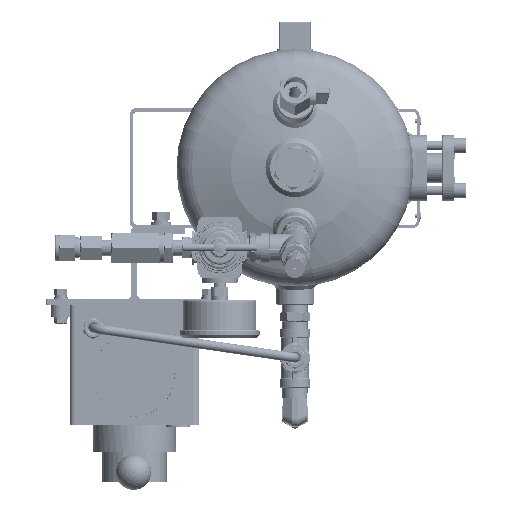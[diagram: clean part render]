
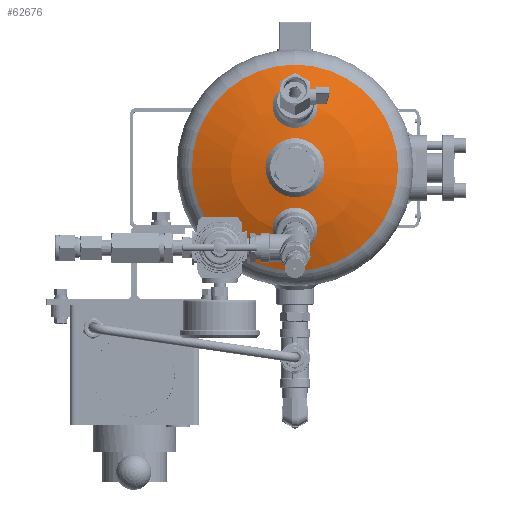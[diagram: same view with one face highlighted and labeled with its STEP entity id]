
A CAD part, top view. The second image highlights one B-rep face of the part: STEP entity #62676.
In plain terms, the highlighted spherical face has radius 202.3 mm.
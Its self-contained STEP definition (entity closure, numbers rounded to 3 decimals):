
#632=SPHERICAL_SURFACE('',#76018,202.3);
#12620=CIRCLE('',#76013,15.);
#12624=CIRCLE('',#76019,15.);
#12625=CIRCLE('',#76020,87.326);
#12626=CIRCLE('',#76021,20.);
#15255=ORIENTED_EDGE('',*,*,#33723,.T.);
#15256=ORIENTED_EDGE('',*,*,#33727,.T.);
#15257=ORIENTED_EDGE('',*,*,#33728,.F.);
#15258=ORIENTED_EDGE('',*,*,#33729,.F.);
#33723=EDGE_CURVE('',#43022,#43022,#12620,.T.);
#33727=EDGE_CURVE('',#43026,#43026,#12624,.T.);
#33728=EDGE_CURVE('',#43027,#43027,#12625,.T.);
#33729=EDGE_CURVE('',#43028,#43028,#12626,.F.);
#43022=VERTEX_POINT('',#100092);
#43026=VERTEX_POINT('',#100102);
#43027=VERTEX_POINT('',#100104);
#43028=VERTEX_POINT('',#100106);
#52015=EDGE_LOOP('',(#15255));
#52016=EDGE_LOOP('',(#15256));
#52017=EDGE_LOOP('',(#15257));
#52018=EDGE_LOOP('',(#15258));
#56920=FACE_BOUND('',#52015,.T.);
#56921=FACE_BOUND('',#52016,.T.);
#56922=FACE_BOUND('',#52017,.T.);
#56923=FACE_BOUND('',#52018,.T.);
#62676=ADVANCED_FACE('',(#56920,#56921,#56922,#56923),#632,.T.);
#76013=AXIS2_PLACEMENT_3D('',#100091,#82809,#82810);
#76018=AXIS2_PLACEMENT_3D('',#100100,#82819,#82820);
#76019=AXIS2_PLACEMENT_3D('',#100101,#82821,#82822);
#76020=AXIS2_PLACEMENT_3D('',#100103,#82823,#82824);
#76021=AXIS2_PLACEMENT_3D('',#100105,#82825,#82826);
#82809=DIRECTION('',(0.259,0.,-0.966));
#82810=DIRECTION('',(0.966,0.,0.259));
#82819=DIRECTION('',(0.,0.,-1.));
#82820=DIRECTION('',(1.,0.,0.));
#82821=DIRECTION('',(-0.259,0.,-0.966));
#82822=DIRECTION('',(-0.966,0.,0.259));
#82823=DIRECTION('',(0.,0.,-1.));
#82824=DIRECTION('',(-1.,0.,0.));
#82825=DIRECTION('',(0.,0.,-1.));
#82826=DIRECTION('',(-1.,0.,0.));
#100091=CARTESIAN_POINT('',(-52.215,0.,46.028));
#100092=CARTESIAN_POINT('',(-37.726,0.,49.911));
#100100=CARTESIAN_POINT('',(0.,0.,-148.841));
#100101=CARTESIAN_POINT('',(52.215,0.,46.028));
#100102=CARTESIAN_POINT('',(37.726,0.,49.911));
#100103=CARTESIAN_POINT('',(0.,0.,33.641));
#100104=CARTESIAN_POINT('',(-87.326,0.,33.641));
#100105=CARTESIAN_POINT('',(0.,0.,52.468));
#100106=CARTESIAN_POINT('',(-20.,0.,52.468));
